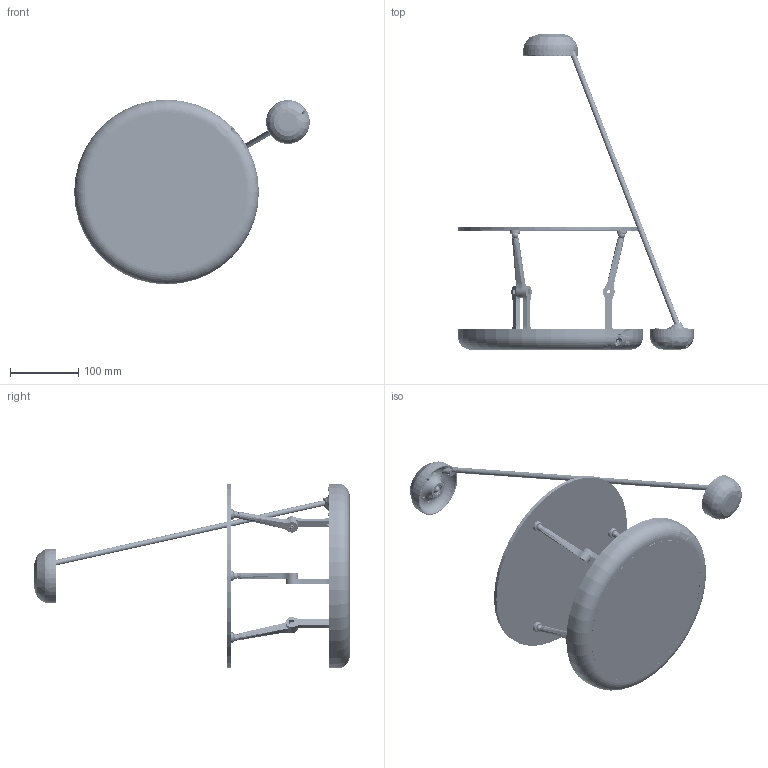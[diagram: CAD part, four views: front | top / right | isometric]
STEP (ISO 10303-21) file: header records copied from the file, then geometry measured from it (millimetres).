
FILE_DESCRIPTION(/* description */ (''),/* implementation_level */ '2;1');
FILE_NAME(/* name */ 'base v314.step',/* time_stamp */ '2019-02-19T18:05:05+01:00',/* author */ ('johan.link.email'),/* organization */ (''),/* preprocessor_version */ 'ST-DEVELOPER v17.2',/* originating_system */ 'Autodesk Translation Framework v7.6.0.251',/* authorisation */ '');
FILE_SCHEMA (('AUTOMOTIVE_DESIGN { 1 0 10303 214 3 1 1 }'));
Products named in the file (26): base; 5v_connector; usb_connector; joystick_connector; M4X10mm_hexagonal; 3servosMecanisme; r; l; servoS3003; plateau; aimant; Component1; Component2; Component3; Component4; M4X8; Untitled; servo_vis; M4_ecrou; cameraSupport; webcam; tubeAlu; aimant_1; vis_small; socleCamera1 (2); couvercle
Assembly tree (88 placements, depth 4):
  base
    5v_connector
    usb_connector
    joystick_connector
    vis_small  x20
    M4X10mm_hexagonal  x10
    M4X8  x3
    3servosMecanisme
      r  x3
      l  x3
      servoS3003  x3
      plateau
        aimant  x3
        Component1
        Component2
        Component3
        Component4
      M4X8  x2
      Untitled  x2
    servo_vis  x12
    M4_ecrou  x10
    cameraSupport
      webcam
      tubeAlu
    aimant_1  x3
    socleCamera1 (2)
    couvercle
Bounding box: 344.35 x 461 x 270 mm (x, y, z)
Volume: 944217.3 mm3; surface area: 586948.1 mm2
Topology: 110 solids, 110 shells, 7616 faces, 20961 edges, 13469 vertices
Faces by surface type: cylinder 3142, plane 3110, bspline 976, torus 300, cone 77, sphere 11
Full cylindrical faces by diameter (mm): 1 x6, 1.094 x1, 1.447 x1, 1.478 x420, 1.5 x6, 1.56 x6, 1.7 x6, 1.76 x6, 1.933 x384, 2 x23, 2.01 x1, 2.1 x2, 2.15 x8, 2.2 x16, 2.3 x4, 2.337 x140, 3.111 x220, 3.3 x2, 3.332 x50, 3.44 x12, 3.5 x144, 3.85 x3, 3.89 x20, 3.908 x210, 4 x16, 4.109 x42, 4.15 x3, 4.5 x3, 4.75 x12, 4.8 x15
Entity records: 153367 total; most frequent: CARTESIAN_POINT 59086, ORIENTED_EDGE 20672, DIRECTION 17784, EDGE_CURVE 10336, VERTEX_POINT 6720, AXIS2_PLACEMENT_3D 6053, LINE 5678, VECTOR 5678
